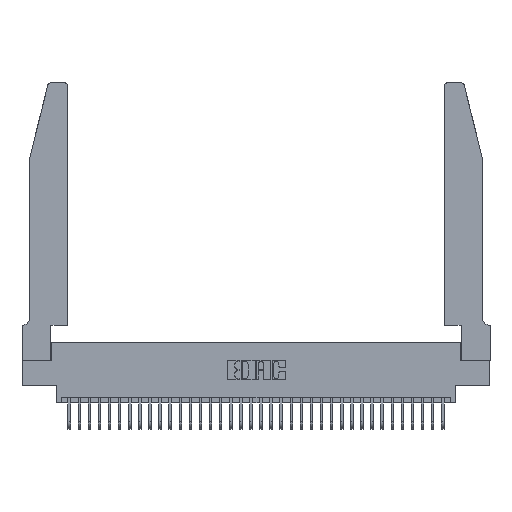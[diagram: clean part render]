
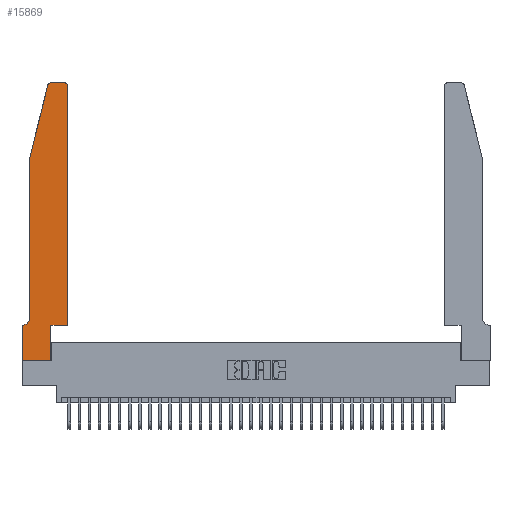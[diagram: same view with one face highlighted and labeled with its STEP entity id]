
A CAD part, top view. The second image highlights one B-rep face of the part: STEP entity #15869.
In plain terms, the highlighted planar face has unit normal (0, 0, 1).
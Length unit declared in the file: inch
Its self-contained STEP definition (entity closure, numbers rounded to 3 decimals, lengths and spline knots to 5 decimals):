
#173 = AXIS2_PLACEMENT_3D ( 'NONE', #17080, #1203, #19738 ) ;
#195 = ORIENTED_EDGE ( 'NONE', *, *, #11008, .T. ) ;
#886 = LINE ( 'NONE', #28747, #21169 ) ;
#1196 = CARTESIAN_POINT ( 'NONE',  ( 0., 0.35, 0.37 ) ) ;
#1203 = DIRECTION ( 'NONE',  ( 0., 0., -1. ) ) ;
#1787 = VECTOR ( 'NONE', #31872, 39.37008 ) ;
#1813 = DIRECTION ( 'NONE',  ( 0., 0., 1. ) ) ;
#2479 = DIRECTION ( 'NONE',  ( 0., 0., 1. ) ) ;
#2969 = AXIS2_PLACEMENT_3D ( 'NONE', #30719, #1813, #20313 ) ;
#3526 = CARTESIAN_POINT ( 'NONE',  ( 0.284, 2.72, 0.37 ) ) ;
#3558 = CARTESIAN_POINT ( 'NONE',  ( 0.0755, 0.35, 0.37 ) ) ;
#4063 = DIRECTION ( 'NONE',  ( 0., 1., 0. ) ) ;
#4191 = DIRECTION ( 'NONE',  ( 0., -1., 0. ) ) ;
#4454 = ORIENTED_EDGE ( 'NONE', *, *, #24207, .T. ) ;
#5046 = LINE ( 'NONE', #18718, #18266 ) ;
#5082 = EDGE_CURVE ( 'NONE', #24239, #33589, #27819, .T. ) ;
#5142 = DIRECTION ( 'NONE',  ( 1., 0., 0. ) ) ;
#5509 = LINE ( 'NONE', #21794, #31774 ) ;
#6228 = DIRECTION ( 'NONE',  ( 1., 0., 0. ) ) ;
#6415 = EDGE_LOOP ( 'NONE', ( #7815, #25555, #15302, #17510, #27479, #6879, #15798, #22577, #195, #24774, #9620, #4454 ) ) ;
#6879 = ORIENTED_EDGE ( 'NONE', *, *, #18222, .T. ) ;
#7139 = CIRCLE ( 'NONE', #9775, 0.03 ) ;
#7765 = VERTEX_POINT ( 'NONE', #26598 ) ;
#7815 = ORIENTED_EDGE ( 'NONE', *, *, #11937, .T. ) ;
#8287 = CARTESIAN_POINT ( 'NONE',  ( 0.0755, 2., 0.37 ) ) ;
#8889 = LINE ( 'NONE', #8287, #1787 ) ;
#8911 = DIRECTION ( 'NONE',  ( -1., 0., 0. ) ) ;
#9103 = CARTESIAN_POINT ( 'NONE',  ( 0.2865, 0.35, 0.37 ) ) ;
#9620 = ORIENTED_EDGE ( 'NONE', *, *, #31180, .T. ) ;
#9775 = AXIS2_PLACEMENT_3D ( 'NONE', #3526, #21988, #6228 ) ;
#11008 = EDGE_CURVE ( 'NONE', #22908, #32169, #27392, .T. ) ;
#11088 = FACE_OUTER_BOUND ( 'NONE', #6415, .T. ) ;
#11481 = CARTESIAN_POINT ( 'NONE',  ( 0.0755, 2., 0.37 ) ) ;
#11937 = EDGE_CURVE ( 'NONE', #14182, #14905, #5509, .T. ) ;
#12627 = CIRCLE ( 'NONE', #24794, 0.03 ) ;
#13030 = EDGE_CURVE ( 'NONE', #33589, #22908, #21501, .T. ) ;
#14182 = VERTEX_POINT ( 'NONE', #30819 ) ;
#14357 = VERTEX_POINT ( 'NONE', #21197 ) ;
#14905 = VERTEX_POINT ( 'NONE', #21174 ) ;
#14968 = CIRCLE ( 'NONE', #173, 0.07 ) ;
#15236 = CARTESIAN_POINT ( 'NONE',  ( 0.0755, 0.42, 0.37 ) ) ;
#15302 = ORIENTED_EDGE ( 'NONE', *, *, #32508, .T. ) ;
#15798 = ORIENTED_EDGE ( 'NONE', *, *, #5082, .T. ) ;
#15869 = ADVANCED_FACE ( 'NONE', ( #11088 ), #17676, .T. ) ;
#16274 = VECTOR ( 'NONE', #8911, 39.37008 ) ;
#17080 = CARTESIAN_POINT ( 'NONE',  ( 0.0055, 0.42, 0.37 ) ) ;
#17510 = ORIENTED_EDGE ( 'NONE', *, *, #18488, .T. ) ;
#17676 = PLANE ( 'NONE',  #2969 ) ;
#18222 = EDGE_CURVE ( 'NONE', #14357, #24239, #22429, .T. ) ;
#18266 = VECTOR ( 'NONE', #21342, 39.37008 ) ;
#18302 = CARTESIAN_POINT ( 'NONE',  ( 0., 0., 0.37 ) ) ;
#18355 = DIRECTION ( 'NONE',  ( 1., 0., 0. ) ) ;
#18488 = EDGE_CURVE ( 'NONE', #28468, #19640, #886, .T. ) ;
#18718 = CARTESIAN_POINT ( 'NONE',  ( 0.4505, 0.35, 0.37 ) ) ;
#19066 = CARTESIAN_POINT ( 'NONE',  ( 0.4505, 0.35, 0.37 ) ) ;
#19198 = EDGE_CURVE ( 'NONE', #32169, #20968, #5046, .T. ) ;
#19607 = VECTOR ( 'NONE', #28163, 39.37008 ) ;
#19640 = VERTEX_POINT ( 'NONE', #15236 ) ;
#19708 = VERTEX_POINT ( 'NONE', #23374 ) ;
#19738 = DIRECTION ( 'NONE',  ( -1., 0., 0. ) ) ;
#20034 = EDGE_CURVE ( 'NONE', #14905, #19708, #7139, .T. ) ;
#20313 = DIRECTION ( 'NONE',  ( 1., 0., 0. ) ) ;
#20352 = CARTESIAN_POINT ( 'NONE',  ( 0.2865, 0.35, 0.37 ) ) ;
#20946 = DIRECTION ( 'NONE',  ( 0., -1., 0. ) ) ;
#20968 = VERTEX_POINT ( 'NONE', #19066 ) ;
#21169 = VECTOR ( 'NONE', #20946, 39.37008 ) ;
#21174 = CARTESIAN_POINT ( 'NONE',  ( 0.284, 2.75, 0.37 ) ) ;
#21197 = CARTESIAN_POINT ( 'NONE',  ( 0.0055, 0.35, 0.37 ) ) ;
#21342 = DIRECTION ( 'NONE',  ( 1., 0., 0. ) ) ;
#21501 = LINE ( 'NONE', #18302, #22326 ) ;
#21794 = CARTESIAN_POINT ( 'NONE',  ( 0.2605, 2.75, 0.37 ) ) ;
#21988 = DIRECTION ( 'NONE',  ( 0., 0., 1. ) ) ;
#22326 = VECTOR ( 'NONE', #5142, 39.37008 ) ;
#22429 = LINE ( 'NONE', #3558, #16274 ) ;
#22577 = ORIENTED_EDGE ( 'NONE', *, *, #13030, .T. ) ;
#22591 = CARTESIAN_POINT ( 'NONE',  ( 0., 0., 0.37 ) ) ;
#22619 = CARTESIAN_POINT ( 'NONE',  ( 0., 0., 0.37 ) ) ;
#22751 = CARTESIAN_POINT ( 'NONE',  ( 0.2865, 0., 0.37 ) ) ;
#22908 = VERTEX_POINT ( 'NONE', #22751 ) ;
#23015 = CARTESIAN_POINT ( 'NONE',  ( 0.4205, 2.72, 0.37 ) ) ;
#23374 = CARTESIAN_POINT ( 'NONE',  ( 0.25487, 2.72718, 0.37 ) ) ;
#24134 = VECTOR ( 'NONE', #4063, 39.37008 ) ;
#24207 = EDGE_CURVE ( 'NONE', #7765, #14182, #12627, .T. ) ;
#24239 = VERTEX_POINT ( 'NONE', #1196 ) ;
#24408 = DIRECTION ( 'NONE',  ( -1., 0., 0. ) ) ;
#24774 = ORIENTED_EDGE ( 'NONE', *, *, #19198, .T. ) ;
#24794 = AXIS2_PLACEMENT_3D ( 'NONE', #23015, #2479, #18355 ) ;
#24950 = LINE ( 'NONE', #30397, #24134 ) ;
#25555 = ORIENTED_EDGE ( 'NONE', *, *, #20034, .T. ) ;
#25965 = EDGE_CURVE ( 'NONE', #19640, #14357, #14968, .T. ) ;
#26598 = CARTESIAN_POINT ( 'NONE',  ( 0.4505, 2.72, 0.37 ) ) ;
#27392 = LINE ( 'NONE', #20352, #19607 ) ;
#27479 = ORIENTED_EDGE ( 'NONE', *, *, #25965, .T. ) ;
#27819 = LINE ( 'NONE', #22619, #29443 ) ;
#28163 = DIRECTION ( 'NONE',  ( 0., 1., 0. ) ) ;
#28468 = VERTEX_POINT ( 'NONE', #11481 ) ;
#28747 = CARTESIAN_POINT ( 'NONE',  ( 0.0755, 2., 0.37 ) ) ;
#29443 = VECTOR ( 'NONE', #4191, 39.37008 ) ;
#30397 = CARTESIAN_POINT ( 'NONE',  ( 0.4505, 0.35, 0.37 ) ) ;
#30719 = CARTESIAN_POINT ( 'NONE',  ( 0., 0.35, 0.37 ) ) ;
#30819 = CARTESIAN_POINT ( 'NONE',  ( 0.4205, 2.75, 0.37 ) ) ;
#31180 = EDGE_CURVE ( 'NONE', #20968, #7765, #24950, .T. ) ;
#31774 = VECTOR ( 'NONE', #24408, 39.37008 ) ;
#31872 = DIRECTION ( 'NONE',  ( -0.239, -0.971, 0. ) ) ;
#32169 = VERTEX_POINT ( 'NONE', #9103 ) ;
#32508 = EDGE_CURVE ( 'NONE', #19708, #28468, #8889, .T. ) ;
#33589 = VERTEX_POINT ( 'NONE', #22591 ) ;
